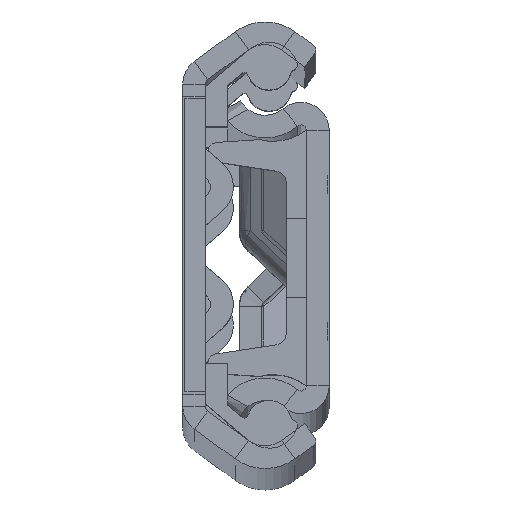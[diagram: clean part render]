
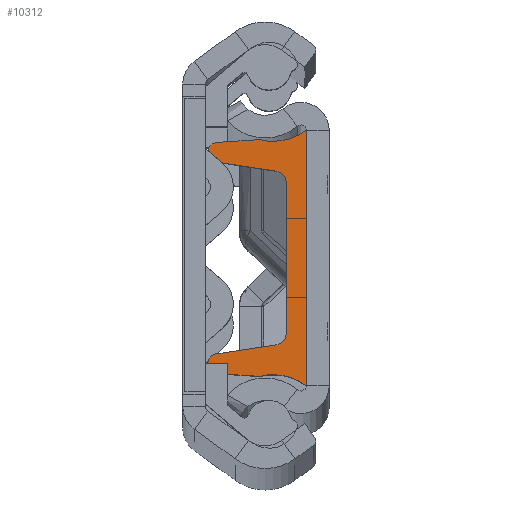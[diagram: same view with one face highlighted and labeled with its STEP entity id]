
A CAD part, top view. The second image highlights one B-rep face of the part: STEP entity #10312.
In plain terms, the highlighted face is planar.
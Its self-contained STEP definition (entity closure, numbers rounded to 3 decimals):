
#105 = CARTESIAN_POINT ( 'NONE',  ( 6., -15.35, 3. ) ) ;
#211 = DIRECTION ( 'NONE',  ( 1., 0., 0. ) ) ;
#238 = PLANE ( 'NONE',  #4043 ) ;
#300 = ORIENTED_EDGE ( 'NONE', *, *, #918, .T. ) ;
#315 = DIRECTION ( 'NONE',  ( 0., 0.149, -0.989 ) ) ;
#401 = CARTESIAN_POINT ( 'NONE',  ( 6., -11.35, 0. ) ) ;
#564 = ORIENTED_EDGE ( 'NONE', *, *, #678, .T. ) ;
#581 = AXIS2_PLACEMENT_3D ( 'NONE', #1469, #5536, #3107 ) ;
#678 = EDGE_CURVE ( 'NONE', #5592, #7684, #4491, .T. ) ;
#730 = ORIENTED_EDGE ( 'NONE', *, *, #9999, .T. ) ;
#753 = VERTEX_POINT ( 'NONE', #6537 ) ;
#769 = CARTESIAN_POINT ( 'NONE',  ( 6., 10.734, 0.718 ) ) ;
#828 = CIRCLE ( 'NONE', #10069, 0.875 ) ;
#884 = VERTEX_POINT ( 'NONE', #1820 ) ;
#918 = EDGE_CURVE ( 'NONE', #7684, #3805, #4420, .T. ) ;
#1075 = FACE_OUTER_BOUND ( 'NONE', #9926, .T. ) ;
#1469 = CARTESIAN_POINT ( 'NONE',  ( 6., -9.375, 7.925 ) ) ;
#1756 = ORIENTED_EDGE ( 'NONE', *, *, #7659, .T. ) ;
#1820 = CARTESIAN_POINT ( 'NONE',  ( 6., 11.35, 0. ) ) ;
#1903 = VECTOR ( 'NONE', #6592, 1000. ) ;
#1958 = VERTEX_POINT ( 'NONE', #8187 ) ;
#2003 = DIRECTION ( 'NONE',  ( 1., 0., 0. ) ) ;
#2082 = CARTESIAN_POINT ( 'NONE',  ( 6., -8.51, 8.055 ) ) ;
#2236 = ORIENTED_EDGE ( 'NONE', *, *, #3401, .F. ) ;
#2412 = ORIENTED_EDGE ( 'NONE', *, *, #2453, .F. ) ;
#2420 = DIRECTION ( 'NONE',  ( 1., 0., 0. ) ) ;
#2453 = EDGE_CURVE ( 'NONE', #1958, #884, #9923, .T. ) ;
#2457 = CARTESIAN_POINT ( 'NONE',  ( 6., 8.51, 8.055 ) ) ;
#2483 = DIRECTION ( 'NONE',  ( 1., 0., 0. ) ) ;
#3107 = DIRECTION ( 'NONE',  ( 0., 0., -1. ) ) ;
#3121 = LINE ( 'NONE', #3287, #9407 ) ;
#3287 = CARTESIAN_POINT ( 'NONE',  ( 6., -10.734, 0.718 ) ) ;
#3394 = CIRCLE ( 'NONE', #6414, 0.875 ) ;
#3401 = EDGE_CURVE ( 'NONE', #884, #6424, #9131, .T. ) ;
#3446 = CARTESIAN_POINT ( 'NONE',  ( 6., 7.697, 2.651 ) ) ;
#3476 = ORIENTED_EDGE ( 'NONE', *, *, #5705, .F. ) ;
#3490 = DIRECTION ( 'NONE',  ( 0., 0., -1. ) ) ;
#3494 = CARTESIAN_POINT ( 'NONE',  ( 6., -7.136, -1.074 ) ) ;
#3687 = CARTESIAN_POINT ( 'NONE',  ( 6., 0., 0. ) ) ;
#3751 = VERTEX_POINT ( 'NONE', #6664 ) ;
#3798 = CARTESIAN_POINT ( 'NONE',  ( 6., 10.248, 7.983 ) ) ;
#3805 = VERTEX_POINT ( 'NONE', #3446 ) ;
#3982 = VECTOR ( 'NONE', #4564, 1000. ) ;
#4010 = VERTEX_POINT ( 'NONE', #3798 ) ;
#4043 = AXIS2_PLACEMENT_3D ( 'NONE', #8458, #4305, #5988 ) ;
#4066 = LINE ( 'NONE', #8066, #9318 ) ;
#4091 = EDGE_CURVE ( 'NONE', #5937, #9207, #4066, .T. ) ;
#4305 = DIRECTION ( 'NONE',  ( 1., 0., 0. ) ) ;
#4409 = CIRCLE ( 'NONE', #10282, 5. ) ;
#4420 = LINE ( 'NONE', #7637, #3982 ) ;
#4491 = CIRCLE ( 'NONE', #7178, 0.875 ) ;
#4521 = EDGE_CURVE ( 'NONE', #1958, #4010, #8960, .T. ) ;
#4543 = CARTESIAN_POINT ( 'NONE',  ( 6., 6.708, 1.8 ) ) ;
#4564 = DIRECTION ( 'NONE',  ( 0., -0.149, -0.989 ) ) ;
#4644 = ORIENTED_EDGE ( 'NONE', *, *, #9853, .F. ) ;
#4833 = DIRECTION ( 'NONE',  ( 0., 0., -1. ) ) ;
#4963 = EDGE_CURVE ( 'NONE', #6775, #3751, #8335, .T. ) ;
#5091 = VECTOR ( 'NONE', #7543, 1000. ) ;
#5243 = DIRECTION ( 'NONE',  ( 0., 0., -1. ) ) ;
#5339 = DIRECTION ( 'NONE',  ( 1., 0., 0. ) ) ;
#5422 = ORIENTED_EDGE ( 'NONE', *, *, #4963, .T. ) ;
#5536 = DIRECTION ( 'NONE',  ( 1., 0., 0. ) ) ;
#5592 = VERTEX_POINT ( 'NONE', #9243 ) ;
#5624 = CARTESIAN_POINT ( 'NONE',  ( 6., -6.708, 2.8 ) ) ;
#5705 = EDGE_CURVE ( 'NONE', #5938, #7641, #3121, .T. ) ;
#5708 = DIRECTION ( 'NONE',  ( 0., 0.067, 0.998 ) ) ;
#5733 = CARTESIAN_POINT ( 'NONE',  ( 6., -9.375, 7.925 ) ) ;
#5812 = DIRECTION ( 'NONE',  ( 0., 0., -1. ) ) ;
#5871 = EDGE_CURVE ( 'NONE', #5937, #3805, #7913, .T. ) ;
#5937 = VERTEX_POINT ( 'NONE', #4543 ) ;
#5938 = VERTEX_POINT ( 'NONE', #9187 ) ;
#5966 = ORIENTED_EDGE ( 'NONE', *, *, #8320, .F. ) ;
#5984 = ORIENTED_EDGE ( 'NONE', *, *, #4521, .T. ) ;
#5988 = DIRECTION ( 'NONE',  ( 0., 0., -1. ) ) ;
#6090 = CARTESIAN_POINT ( 'NONE',  ( 6., -6.708, 1.8 ) ) ;
#6183 = ORIENTED_EDGE ( 'NONE', *, *, #5871, .F. ) ;
#6414 = AXIS2_PLACEMENT_3D ( 'NONE', #5733, #8790, #8846 ) ;
#6424 = VERTEX_POINT ( 'NONE', #401 ) ;
#6433 = DIRECTION ( 'NONE',  ( 0., 0., -1. ) ) ;
#6471 = CARTESIAN_POINT ( 'NONE',  ( 6., -10.248, 7.983 ) ) ;
#6537 = CARTESIAN_POINT ( 'NONE',  ( 6., -7.697, 2.651 ) ) ;
#6559 = LINE ( 'NONE', #3494, #7566 ) ;
#6592 = DIRECTION ( 'NONE',  ( 0., -0.067, 0.998 ) ) ;
#6664 = CARTESIAN_POINT ( 'NONE',  ( 6., -9.375, 8.8 ) ) ;
#6711 = CARTESIAN_POINT ( 'NONE',  ( 6., 6.708, 2.8 ) ) ;
#6775 = VERTEX_POINT ( 'NONE', #2082 ) ;
#7020 = CARTESIAN_POINT ( 'NONE',  ( 6., 9.375, 7.925 ) ) ;
#7102 = EDGE_CURVE ( 'NONE', #753, #9207, #9593, .T. ) ;
#7162 = CARTESIAN_POINT ( 'NONE',  ( 6., 9.375, 7.925 ) ) ;
#7178 = AXIS2_PLACEMENT_3D ( 'NONE', #7162, #2420, #6433 ) ;
#7543 = DIRECTION ( 'NONE',  ( 0., -1., 0. ) ) ;
#7566 = VECTOR ( 'NONE', #315, 1000. ) ;
#7609 = CARTESIAN_POINT ( 'NONE',  ( 6., 15.35, 3. ) ) ;
#7637 = CARTESIAN_POINT ( 'NONE',  ( 6., 7.136, -1.074 ) ) ;
#7641 = VERTEX_POINT ( 'NONE', #6471 ) ;
#7659 = EDGE_CURVE ( 'NONE', #3751, #7641, #3394, .T. ) ;
#7684 = VERTEX_POINT ( 'NONE', #2457 ) ;
#7911 = AXIS2_PLACEMENT_3D ( 'NONE', #5624, #8837, #4833 ) ;
#7913 = CIRCLE ( 'NONE', #10420, 1. ) ;
#8066 = CARTESIAN_POINT ( 'NONE',  ( 6., 0., 1.8 ) ) ;
#8187 = CARTESIAN_POINT ( 'NONE',  ( 6., 10.5, 4.216 ) ) ;
#8235 = AXIS2_PLACEMENT_3D ( 'NONE', #7609, #2003, #5243 ) ;
#8320 = EDGE_CURVE ( 'NONE', #6424, #5938, #4409, .T. ) ;
#8335 = CIRCLE ( 'NONE', #581, 0.875 ) ;
#8458 = CARTESIAN_POINT ( 'NONE',  ( 6., 0., 0. ) ) ;
#8790 = DIRECTION ( 'NONE',  ( 1., 0., 0. ) ) ;
#8837 = DIRECTION ( 'NONE',  ( 1., 0., 0. ) ) ;
#8846 = DIRECTION ( 'NONE',  ( 0., 0., -1. ) ) ;
#8888 = ORIENTED_EDGE ( 'NONE', *, *, #4091, .T. ) ;
#8960 = LINE ( 'NONE', #769, #1903 ) ;
#9131 = LINE ( 'NONE', #3687, #5091 ) ;
#9187 = CARTESIAN_POINT ( 'NONE',  ( 6., -10.5, 4.216 ) ) ;
#9207 = VERTEX_POINT ( 'NONE', #6090 ) ;
#9243 = CARTESIAN_POINT ( 'NONE',  ( 6., 9.375, 8.8 ) ) ;
#9293 = DIRECTION ( 'NONE',  ( 0., 0., -1. ) ) ;
#9318 = VECTOR ( 'NONE', #9693, 1000. ) ;
#9407 = VECTOR ( 'NONE', #5708, 1000. ) ;
#9593 = CIRCLE ( 'NONE', #7911, 1. ) ;
#9693 = DIRECTION ( 'NONE',  ( 0., -1., 0. ) ) ;
#9853 = EDGE_CURVE ( 'NONE', #6775, #753, #6559, .T. ) ;
#9923 = CIRCLE ( 'NONE', #8235, 5. ) ;
#9926 = EDGE_LOOP ( 'NONE', ( #4644, #5422, #1756, #3476, #5966, #2236, #2412, #5984, #730, #564, #300, #6183, #8888, #10013 ) ) ;
#9999 = EDGE_CURVE ( 'NONE', #4010, #5592, #828, .T. ) ;
#10013 = ORIENTED_EDGE ( 'NONE', *, *, #7102, .F. ) ;
#10069 = AXIS2_PLACEMENT_3D ( 'NONE', #7020, #5339, #9293 ) ;
#10282 = AXIS2_PLACEMENT_3D ( 'NONE', #105, #2483, #3490 ) ;
#10312 = ADVANCED_FACE ( 'NONE', ( #1075 ), #238, .T. ) ;
#10420 = AXIS2_PLACEMENT_3D ( 'NONE', #6711, #211, #5812 ) ;
